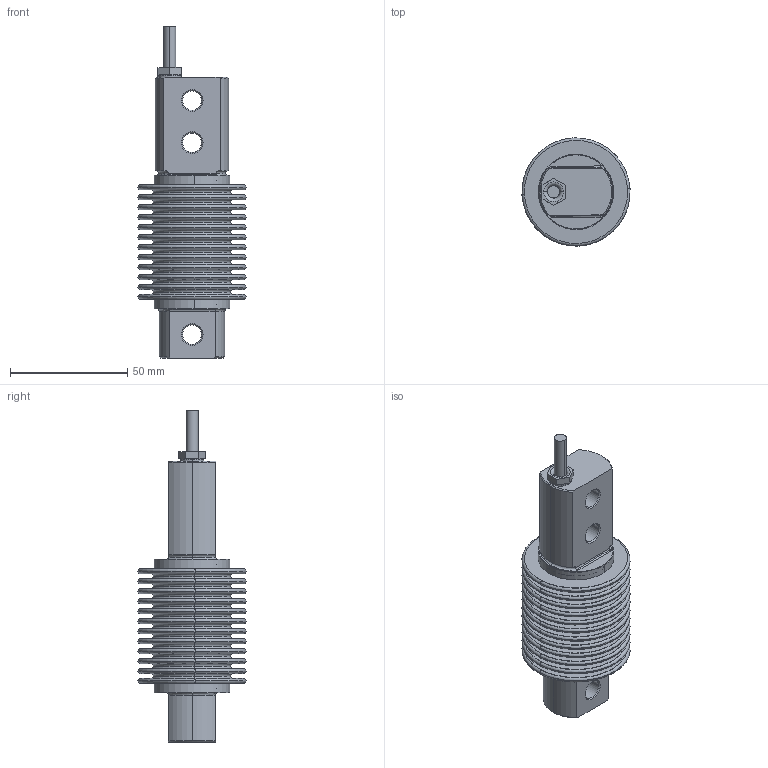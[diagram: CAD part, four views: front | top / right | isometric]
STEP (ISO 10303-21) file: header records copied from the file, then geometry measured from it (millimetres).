
FILE_DESCRIPTION(('STEP AP214'),'1');
FILE_NAME('F1.stp','2015-11-26T14:09:01',(' '),(' '),'Spatial InterOp 3D',' ',' ');
FILE_SCHEMA(('automotive_design'));
Length unit declared in the file: millimetre
Products named in the file (5): F1; Bellows; body F1 2015; Screw gland; Cable Ø5.2
Assembly tree (4 placements, depth 2):
  F1
    Bellows
    body F1 2015
    Screw gland
    Cable Ø5.2
Bounding box: 46.15 x 46.15 x 141.84 mm (x, y, z)
Volume: 74166.4 mm3; surface area: 63470.4 mm2
Topology: 4 solids, 10 shells, 355 faces, 753 edges, 465 vertices
Faces by surface type: torus 198, plane 83, cylinder 50, cone 24
Entity records: 13074 total; most frequent: DIRECTION 2052, CARTESIAN_POINT 1942, ORIENTED_EDGE 1482, AXIS2_PLACEMENT_3D 967, EDGE_CURVE 753, CIRCLE 607, VERTEX_POINT 465, EDGE_LOOP 420
